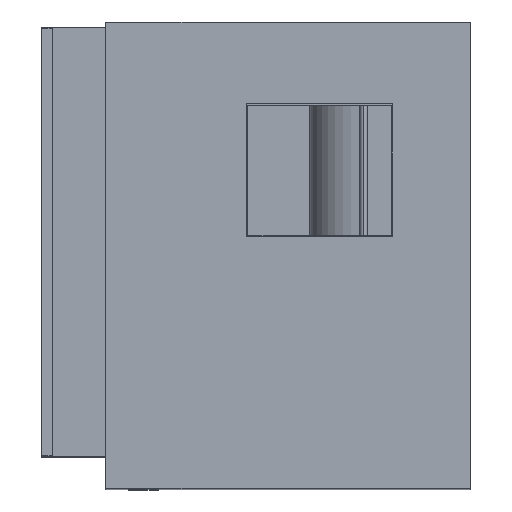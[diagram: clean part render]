
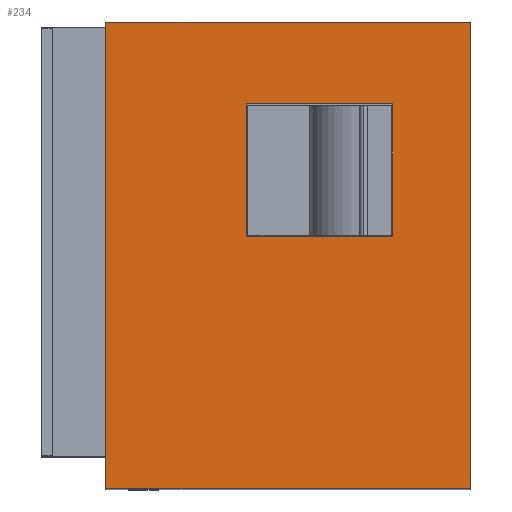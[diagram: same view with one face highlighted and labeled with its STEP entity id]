
A CAD part, top view. The second image highlights one B-rep face of the part: STEP entity #234.
In plain terms, the highlighted planar face has unit normal (0, 0, 1).
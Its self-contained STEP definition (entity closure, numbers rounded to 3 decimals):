
#234=ADVANCED_FACE('',(#545,#546),#547,.T.);
#545=FACE_BOUND('',#945,.T.);
#546=FACE_OUTER_BOUND('',#946,.T.);
#547=PLANE('',#947);
#945=EDGE_LOOP('',(#1592,#1593,#1594,#1595));
#946=EDGE_LOOP('',(#1596,#1597,#1598,#1599));
#947=AXIS2_PLACEMENT_3D('',#1600,#1601,#1602);
#1592=ORIENTED_EDGE('',*,*,#2575,.F.);
#1593=ORIENTED_EDGE('',*,*,#2576,.F.);
#1594=ORIENTED_EDGE('',*,*,#2577,.F.);
#1595=ORIENTED_EDGE('',*,*,#2578,.F.);
#1596=ORIENTED_EDGE('',*,*,#2579,.T.);
#1597=ORIENTED_EDGE('',*,*,#2580,.T.);
#1598=ORIENTED_EDGE('',*,*,#2497,.T.);
#1599=ORIENTED_EDGE('',*,*,#2581,.T.);
#1600=CARTESIAN_POINT('',(431.8,552.45,2035.175));
#1601=DIRECTION('',(0.0,0.0,1.0));
#1602=DIRECTION('',(1.0,0.0,0.0));
#2497=EDGE_CURVE('',#3038,#3043,#3045,.T.);
#2575=EDGE_CURVE('',#3163,#3164,#3165,.T.);
#2576=EDGE_CURVE('',#3166,#3163,#3167,.T.);
#2577=EDGE_CURVE('',#3168,#3166,#3169,.T.);
#2578=EDGE_CURVE('',#3164,#3168,#3170,.T.);
#2579=EDGE_CURVE('',#3171,#3172,#3173,.T.);
#2580=EDGE_CURVE('',#3172,#3038,#3174,.T.);
#2581=EDGE_CURVE('',#3043,#3171,#3175,.T.);
#3038=VERTEX_POINT('',#3788);
#3043=VERTEX_POINT('',#3795);
#3045=LINE('',#3798,#3799);
#3163=VERTEX_POINT('',#3977);
#3164=VERTEX_POINT('',#3978);
#3165=LINE('',#3979,#3980);
#3166=VERTEX_POINT('',#3981);
#3167=LINE('',#3982,#3983);
#3168=VERTEX_POINT('',#3984);
#3169=LINE('',#3985,#3986);
#3170=LINE('',#3987,#3988);
#3171=VERTEX_POINT('',#3989);
#3172=VERTEX_POINT('',#3990);
#3173=LINE('',#3991,#3992);
#3174=LINE('',#3993,#3994);
#3175=LINE('',#3995,#3996);
#3788=CARTESIAN_POINT('',(0.0,1104.9,2035.175));
#3795=CARTESIAN_POINT('',(0.0,0.0,2035.175));
#3798=CARTESIAN_POINT('',(0.0,552.45,2035.175));
#3799=VECTOR('',#4575,25.4);
#3977=CARTESIAN_POINT('',(679.45,596.9,2035.175));
#3978=CARTESIAN_POINT('',(679.45,911.225,2035.175));
#3979=CARTESIAN_POINT('',(679.45,653.256,2035.175));
#3980=VECTOR('',#4636,25.4);
#3981=CARTESIAN_POINT('',(333.375,596.9,2035.175));
#3982=CARTESIAN_POINT('',(469.106,596.9,2035.175));
#3983=VECTOR('',#4637,25.4);
#3984=CARTESIAN_POINT('',(333.375,911.225,2035.175));
#3985=CARTESIAN_POINT('',(333.375,653.256,2035.175));
#3986=VECTOR('',#4638,25.4);
#3987=CARTESIAN_POINT('',(469.106,911.225,2035.175));
#3988=VECTOR('',#4639,25.4);
#3989=CARTESIAN_POINT('',(863.6,0.0,2035.175));
#3990=CARTESIAN_POINT('',(863.6,1104.9,2035.175));
#3991=CARTESIAN_POINT('',(863.6,552.45,2035.175));
#3992=VECTOR('',#4640,25.4);
#3993=CARTESIAN_POINT('',(431.8,1104.9,2035.175));
#3994=VECTOR('',#4641,25.4);
#3995=CARTESIAN_POINT('',(431.8,0.0,2035.175));
#3996=VECTOR('',#4642,25.4);
#4575=DIRECTION('',(0.0,-1.0,0.0));
#4636=DIRECTION('',(0.0,1.0,0.0));
#4637=DIRECTION('',(1.0,0.0,0.0));
#4638=DIRECTION('',(0.0,-1.0,0.0));
#4639=DIRECTION('',(-1.0,0.0,0.0));
#4640=DIRECTION('',(0.0,1.0,0.0));
#4641=DIRECTION('',(-1.0,0.0,0.0));
#4642=DIRECTION('',(1.0,0.0,0.0));
